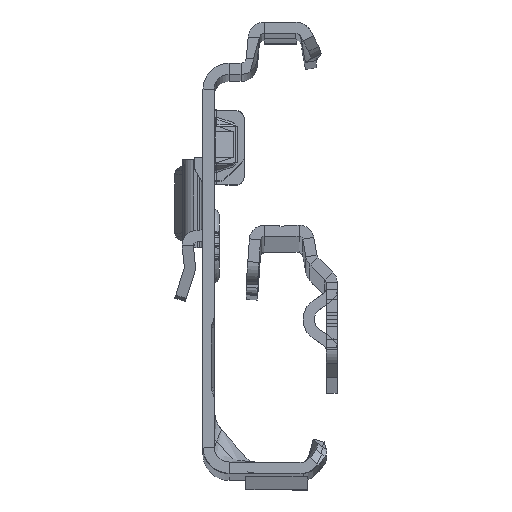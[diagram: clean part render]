
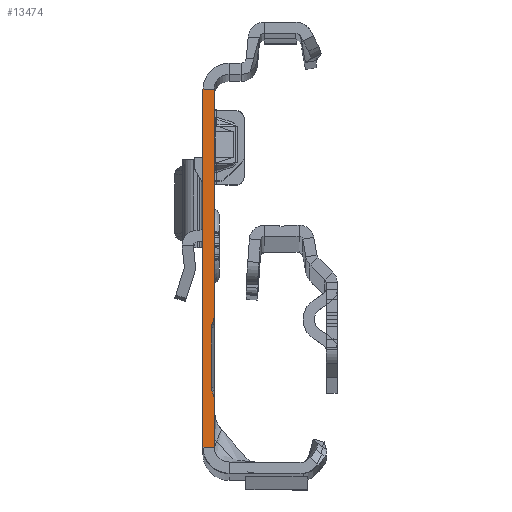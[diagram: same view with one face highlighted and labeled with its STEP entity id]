
A CAD part, top view. The second image highlights one B-rep face of the part: STEP entity #13474.
In plain terms, the highlighted planar face has unit normal (0, 0, 1).
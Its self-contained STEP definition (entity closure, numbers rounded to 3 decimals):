
#433 = DIRECTION ( 'NONE',  ( 0., -1., 0. ) ) ;
#598 = AXIS2_PLACEMENT_3D ( 'NONE', #4485, #25409, #8755 ) ;
#896 = LINE ( 'NONE', #13820, #25765 ) ;
#1546 = CARTESIAN_POINT ( 'NONE',  ( -1.5, 24.135, 0. ) ) ;
#1564 = VECTOR ( 'NONE', #15121, 1000. ) ;
#1648 = CARTESIAN_POINT ( 'NONE',  ( -0.234, -18.442, 0. ) ) ;
#1981 = CARTESIAN_POINT ( 'NONE',  ( -0.234, -9.288, 0. ) ) ;
#2065 = VECTOR ( 'NONE', #9996, 1000. ) ;
#2623 = ORIENTED_EDGE ( 'NONE', *, *, #10269, .F. ) ;
#2655 = EDGE_CURVE ( 'NONE', #7686, #23379, #896, .T. ) ;
#2719 = CARTESIAN_POINT ( 'NONE',  ( 0.6, -17.865, 0. ) ) ;
#3122 = ORIENTED_EDGE ( 'NONE', *, *, #15649, .F. ) ;
#3316 = EDGE_CURVE ( 'NONE', #7686, #8847, #16585, .T. ) ;
#3389 = CARTESIAN_POINT ( 'NONE',  ( 0., -8.231, 0. ) ) ;
#3488 = ORIENTED_EDGE ( 'NONE', *, *, #2655, .F. ) ;
#3641 = LINE ( 'NONE', #1546, #2065 ) ;
#3734 = CARTESIAN_POINT ( 'NONE',  ( 0., 22.135, 0. ) ) ;
#3823 = VERTEX_POINT ( 'NONE', #17744 ) ;
#4101 = CARTESIAN_POINT ( 'NONE',  ( 0., -25.865, 0. ) ) ;
#4186 = DIRECTION ( 'NONE',  ( -1., 0., 0. ) ) ;
#4485 = CARTESIAN_POINT ( 'NONE',  ( -1.5, 24.135, 0. ) ) ;
#5056 = DIRECTION ( 'NONE',  ( -1., 0., 0. ) ) ;
#5077 = ORIENTED_EDGE ( 'NONE', *, *, #3316, .T. ) ;
#5112 = CARTESIAN_POINT ( 'NONE',  ( -0.4, -17.865, 0. ) ) ;
#5195 = LINE ( 'NONE', #24320, #9219 ) ;
#5589 = DIRECTION ( 'NONE',  ( 1., 0., 0. ) ) ;
#6689 = LINE ( 'NONE', #9024, #11338 ) ;
#7317 = EDGE_CURVE ( 'NONE', #8847, #10669, #3641, .T. ) ;
#7649 = VECTOR ( 'NONE', #24539, 1000. ) ;
#7686 = VERTEX_POINT ( 'NONE', #3734 ) ;
#7855 = VERTEX_POINT ( 'NONE', #21092 ) ;
#8068 = ORIENTED_EDGE ( 'NONE', *, *, #14628, .F. ) ;
#8265 = DIRECTION ( 'NONE',  ( -1., 0., 0. ) ) ;
#8358 = VERTEX_POINT ( 'NONE', #11201 ) ;
#8755 = DIRECTION ( 'NONE',  ( 0., -1., 0. ) ) ;
#8847 = VERTEX_POINT ( 'NONE', #9738 ) ;
#9024 = CARTESIAN_POINT ( 'NONE',  ( 0., 24.135, 0. ) ) ;
#9036 = AXIS2_PLACEMENT_3D ( 'NONE', #25248, #16796, #4186 ) ;
#9048 = DIRECTION ( 'NONE',  ( 0., 0., 1. ) ) ;
#9219 = VECTOR ( 'NONE', #9606, 1000. ) ;
#9331 = DIRECTION ( 'NONE',  ( 0., 0., 1. ) ) ;
#9428 = EDGE_CURVE ( 'NONE', #23379, #13759, #27196, .T. ) ;
#9547 = AXIS2_PLACEMENT_3D ( 'NONE', #2719, #9048, #16993 ) ;
#9606 = DIRECTION ( 'NONE',  ( 0., -1., 0. ) ) ;
#9738 = CARTESIAN_POINT ( 'NONE',  ( -1.5, 22.135, 0. ) ) ;
#9996 = DIRECTION ( 'NONE',  ( 0., -1., 0. ) ) ;
#10099 = VERTEX_POINT ( 'NONE', #5112 ) ;
#10269 = EDGE_CURVE ( 'NONE', #3823, #7855, #13476, .T. ) ;
#10669 = VERTEX_POINT ( 'NONE', #18071 ) ;
#10964 = LINE ( 'NONE', #25238, #1564 ) ;
#11201 = CARTESIAN_POINT ( 'NONE',  ( -0.306, -18.288, 0. ) ) ;
#11262 = EDGE_CURVE ( 'NONE', #8358, #3823, #20808, .T. ) ;
#11338 = VECTOR ( 'NONE', #433, 1000. ) ;
#12661 = FACE_OUTER_BOUND ( 'NONE', #14423, .T. ) ;
#12719 = VERTEX_POINT ( 'NONE', #19103 ) ;
#13474 = ADVANCED_FACE ( 'NONE', ( #12661 ), #16964, .T. ) ;
#13476 = CIRCLE ( 'NONE', #20539, 2.5 ) ;
#13759 = VERTEX_POINT ( 'NONE', #1981 ) ;
#13820 = CARTESIAN_POINT ( 'NONE',  ( 0., 24.135, 0. ) ) ;
#14208 = VECTOR ( 'NONE', #27118, 1000. ) ;
#14423 = EDGE_LOOP ( 'NONE', ( #22230, #3488, #5077, #25582, #23044, #8068, #2623, #17130, #3122, #23873, #15393, #17203 ) ) ;
#14628 = EDGE_CURVE ( 'NONE', #7855, #20576, #6689, .T. ) ;
#14720 = DIRECTION ( 'NONE',  ( 0., -1., 0. ) ) ;
#15112 = EDGE_CURVE ( 'NONE', #20576, #10669, #27411, .T. ) ;
#15121 = DIRECTION ( 'NONE',  ( -0.423, -0.906, 0. ) ) ;
#15393 = ORIENTED_EDGE ( 'NONE', *, *, #20767, .F. ) ;
#15649 = EDGE_CURVE ( 'NONE', #10099, #8358, #24626, .T. ) ;
#15803 = VECTOR ( 'NONE', #8265, 1000. ) ;
#16585 = LINE ( 'NONE', #19247, #14208 ) ;
#16696 = CARTESIAN_POINT ( 'NONE',  ( -0.306, -9.443, 0. ) ) ;
#16796 = DIRECTION ( 'NONE',  ( 0., 0., -1. ) ) ;
#16964 = PLANE ( 'NONE',  #598 ) ;
#16993 = DIRECTION ( 'NONE',  ( 1., 0., 0. ) ) ;
#17130 = ORIENTED_EDGE ( 'NONE', *, *, #11262, .F. ) ;
#17203 = ORIENTED_EDGE ( 'NONE', *, *, #22116, .F. ) ;
#17744 = CARTESIAN_POINT ( 'NONE',  ( -0.234, -18.442, 0. ) ) ;
#18071 = CARTESIAN_POINT ( 'NONE',  ( -1.5, -25.865, 0. ) ) ;
#18097 = CARTESIAN_POINT ( 'NONE',  ( -2.5, -19.499, 0. ) ) ;
#18241 = VERTEX_POINT ( 'NONE', #16696 ) ;
#19103 = CARTESIAN_POINT ( 'NONE',  ( -0.4, -9.865, 0. ) ) ;
#19247 = CARTESIAN_POINT ( 'NONE',  ( 0., 22.135, 0. ) ) ;
#19603 = CIRCLE ( 'NONE', #21558, 1. ) ;
#20053 = DIRECTION ( 'NONE',  ( 0., 0., -1. ) ) ;
#20176 = CARTESIAN_POINT ( 'NONE',  ( 0.6, -9.865, 0. ) ) ;
#20539 = AXIS2_PLACEMENT_3D ( 'NONE', #18097, #20053, #5589 ) ;
#20576 = VERTEX_POINT ( 'NONE', #4101 ) ;
#20767 = EDGE_CURVE ( 'NONE', #18241, #12719, #19603, .T. ) ;
#20808 = LINE ( 'NONE', #1648, #7649 ) ;
#21092 = CARTESIAN_POINT ( 'NONE',  ( 0., -19.499, 0. ) ) ;
#21558 = AXIS2_PLACEMENT_3D ( 'NONE', #20176, #9331, #5056 ) ;
#22116 = EDGE_CURVE ( 'NONE', #13759, #18241, #10964, .T. ) ;
#22230 = ORIENTED_EDGE ( 'NONE', *, *, #9428, .F. ) ;
#23044 = ORIENTED_EDGE ( 'NONE', *, *, #15112, .F. ) ;
#23379 = VERTEX_POINT ( 'NONE', #3389 ) ;
#23873 = ORIENTED_EDGE ( 'NONE', *, *, #24622, .F. ) ;
#24320 = CARTESIAN_POINT ( 'NONE',  ( -0.4, -9.865, 0. ) ) ;
#24539 = DIRECTION ( 'NONE',  ( 0.423, -0.906, 0. ) ) ;
#24622 = EDGE_CURVE ( 'NONE', #12719, #10099, #5195, .T. ) ;
#24626 = CIRCLE ( 'NONE', #9547, 1. ) ;
#25238 = CARTESIAN_POINT ( 'NONE',  ( -0.234, -9.288, 0. ) ) ;
#25248 = CARTESIAN_POINT ( 'NONE',  ( -2.5, -8.231, 0. ) ) ;
#25409 = DIRECTION ( 'NONE',  ( 0., 0., 1. ) ) ;
#25582 = ORIENTED_EDGE ( 'NONE', *, *, #7317, .T. ) ;
#25765 = VECTOR ( 'NONE', #14720, 1000. ) ;
#27118 = DIRECTION ( 'NONE',  ( -1., 0., 0. ) ) ;
#27196 = CIRCLE ( 'NONE', #9036, 2.5 ) ;
#27271 = CARTESIAN_POINT ( 'NONE',  ( 0., -25.865, 0. ) ) ;
#27411 = LINE ( 'NONE', #27271, #15803 ) ;
